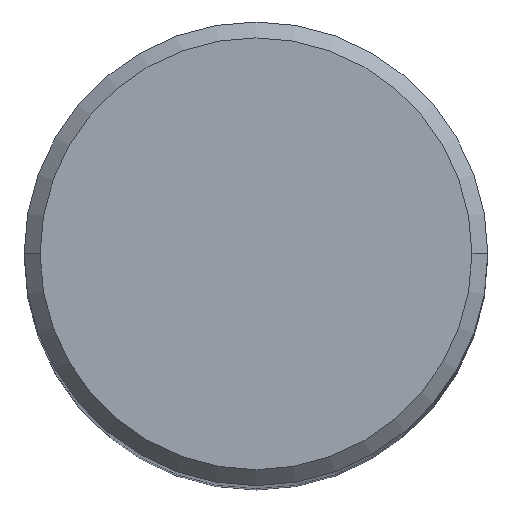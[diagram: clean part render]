
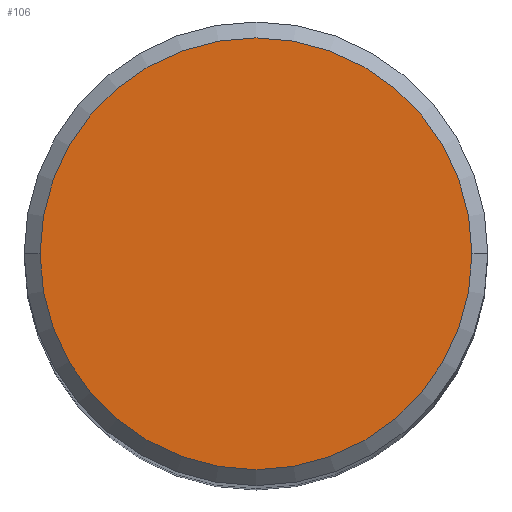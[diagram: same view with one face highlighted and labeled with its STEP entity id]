
A CAD part, top view. The second image highlights one B-rep face of the part: STEP entity #106.
In plain terms, the highlighted planar face has unit normal (0, 0, 1).
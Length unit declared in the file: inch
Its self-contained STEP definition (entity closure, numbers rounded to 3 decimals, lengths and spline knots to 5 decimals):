
#16 = AXIS2_PLACEMENT_3D ( 'NONE', #64, #180, #83 ) ;
#21 = AXIS2_PLACEMENT_3D ( 'NONE', #92, #218, #262 ) ;
#30 = EDGE_CURVE ( 'NONE', #276, #46, #288, .T. ) ;
#44 = CARTESIAN_POINT ( 'NONE',  ( 0.20375, 0., 2.5 ) ) ;
#46 = VERTEX_POINT ( 'NONE', #245 ) ;
#50 = EDGE_LOOP ( 'NONE', ( #231, #225 ) ) ;
#64 = CARTESIAN_POINT ( 'NONE',  ( 0., 0., 2.5 ) ) ;
#83 = DIRECTION ( 'NONE',  ( 1., 0., 0. ) ) ;
#84 = DIRECTION ( 'NONE',  ( 1., 0., 0. ) ) ;
#92 = CARTESIAN_POINT ( 'NONE',  ( 0., 0., 2.5 ) ) ;
#98 = EDGE_CURVE ( 'NONE', #46, #276, #132, .T. ) ;
#106 = ADVANCED_FACE ( 'NONE', ( #204 ), #137, .T. ) ;
#132 = CIRCLE ( 'NONE', #21, 0.20375 ) ;
#137 = PLANE ( 'NONE',  #253 ) ;
#180 = DIRECTION ( 'NONE',  ( 0., 0., 1. ) ) ;
#204 = FACE_OUTER_BOUND ( 'NONE', #50, .T. ) ;
#218 = DIRECTION ( 'NONE',  ( 0., 0., 1. ) ) ;
#219 = DIRECTION ( 'NONE',  ( 0., 0., 1. ) ) ;
#224 = CARTESIAN_POINT ( 'NONE',  ( 0., 0., 2.5 ) ) ;
#225 = ORIENTED_EDGE ( 'NONE', *, *, #30, .T. ) ;
#231 = ORIENTED_EDGE ( 'NONE', *, *, #98, .T. ) ;
#245 = CARTESIAN_POINT ( 'NONE',  ( -0.20375, 0., 2.5 ) ) ;
#253 = AXIS2_PLACEMENT_3D ( 'NONE', #224, #219, #84 ) ;
#262 = DIRECTION ( 'NONE',  ( 1., 0., 0. ) ) ;
#276 = VERTEX_POINT ( 'NONE', #44 ) ;
#288 = CIRCLE ( 'NONE', #16, 0.20375 ) ;
